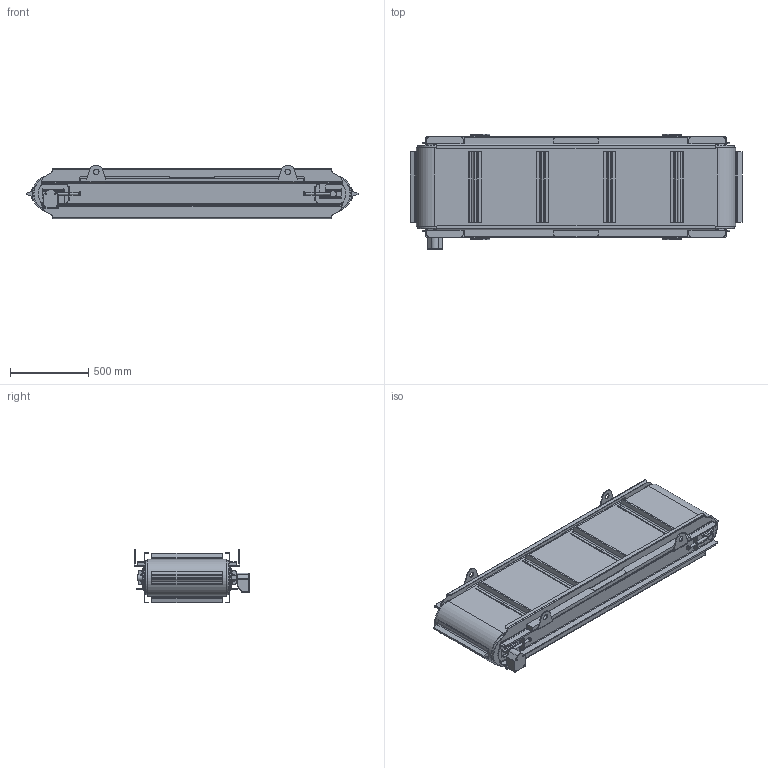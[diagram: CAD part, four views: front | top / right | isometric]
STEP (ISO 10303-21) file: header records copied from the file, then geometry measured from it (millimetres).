
FILE_DESCRIPTION(/* description */ (''),/* implementation_level */ '2;1');
FILE_NAME(/* name */ 'SAPB140520.stp',/* time_stamp */ '2021-05-12T14:32:21+02:00',/* author */ ('tt'),/* organization */ (''),/* preprocessor_version */ 'ST-DEVELOPER v18.1',/* originating_system */ 'Autodesk Inventor 2021',/* authorisation */ '');
FILE_SCHEMA (('AUTOMOTIVE_DESIGN { 1 0 10303 214 3 1 1 }'));
Length unit declared in the file: millimetre
Products named in the file (1): SAPB140520
Bounding box: 2115.5 x 734.5 x 342.35 mm (x, y, z)
Volume: 255817688.1 mm3; surface area: 7268067.7 mm2
Topology: 1 solids, 1 shells, 801 faces, 2161 edges, 1376 vertices
Faces by surface type: plane 384, cylinder 347, cone 43, bspline 18, torus 7, sphere 2
Full cylindrical faces by diameter (mm): 8 x4, 14.917 x4, 16 x8, 22 x4, 35 x4, 40 x7, 50 x4, 217 x4
Entity records: 26824 total; most frequent: CARTESIAN_POINT 5415, DIRECTION 4391, ORIENTED_EDGE 4314, EDGE_CURVE 2157, AXIS2_PLACEMENT_3D 1541, VERTEX_POINT 1376, LINE 1309, VECTOR 1309
